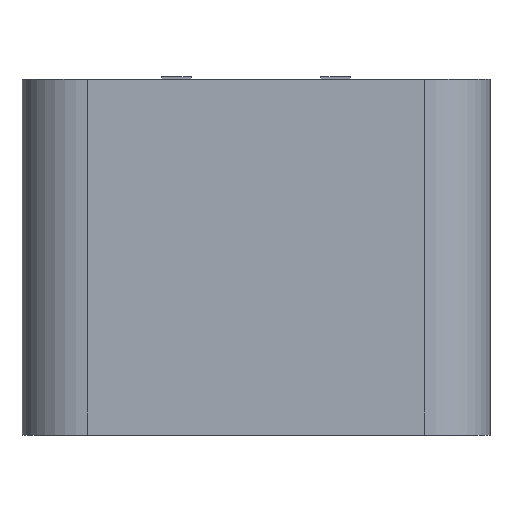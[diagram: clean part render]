
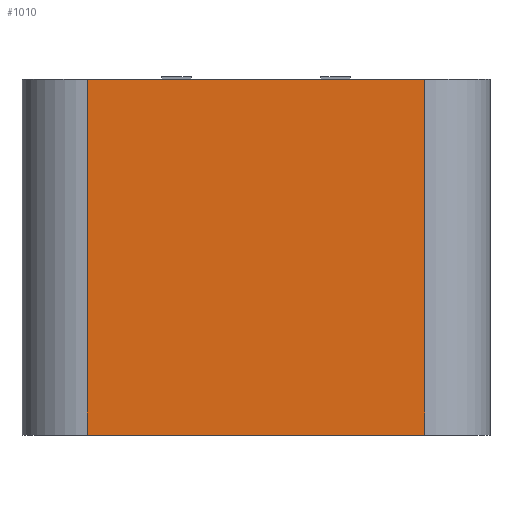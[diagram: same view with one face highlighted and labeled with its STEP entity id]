
A CAD part, top view. The second image highlights one B-rep face of the part: STEP entity #1010.
In plain terms, the highlighted planar face has unit normal (0, 0, 1).
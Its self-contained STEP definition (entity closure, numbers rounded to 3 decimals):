
#764 = VERTEX_POINT('',#765);
#765 = CARTESIAN_POINT('',(3.22,6.8,3.16));
#772 = EDGE_CURVE('',#764,#773,#775,.T.);
#773 = VERTEX_POINT('',#774);
#774 = CARTESIAN_POINT('',(3.22,0.,3.16));
#775 = LINE('',#776,#777);
#776 = CARTESIAN_POINT('',(3.22,5.113,3.16));
#777 = VECTOR('',#778,1.);
#778 = DIRECTION('',(0.,-1.,0.));
#1010 = ADVANCED_FACE('',(#1011),#1036,.T.);
#1011 = FACE_BOUND('',#1012,.T.);
#1012 = EDGE_LOOP('',(#1013,#1021,#1029,#1035));
#1013 = ORIENTED_EDGE('',*,*,#1014,.T.);
#1014 = EDGE_CURVE('',#764,#1015,#1017,.T.);
#1015 = VERTEX_POINT('',#1016);
#1016 = CARTESIAN_POINT('',(-3.22,6.8,3.16));
#1017 = LINE('',#1018,#1019);
#1018 = CARTESIAN_POINT('',(0.,6.8,3.16));
#1019 = VECTOR('',#1020,1.);
#1020 = DIRECTION('',(-1.,0.,0.));
#1021 = ORIENTED_EDGE('',*,*,#1022,.T.);
#1022 = EDGE_CURVE('',#1015,#1023,#1025,.T.);
#1023 = VERTEX_POINT('',#1024);
#1024 = CARTESIAN_POINT('',(-3.22,0.,3.16));
#1025 = LINE('',#1026,#1027);
#1026 = CARTESIAN_POINT('',(-3.22,5.113,3.16));
#1027 = VECTOR('',#1028,1.);
#1028 = DIRECTION('',(0.,-1.,0.));
#1029 = ORIENTED_EDGE('',*,*,#1030,.F.);
#1030 = EDGE_CURVE('',#773,#1023,#1031,.T.);
#1031 = LINE('',#1032,#1033);
#1032 = CARTESIAN_POINT('',(-4.47,0.,3.16));
#1033 = VECTOR('',#1034,1.);
#1034 = DIRECTION('',(-1.,0.,0.));
#1035 = ORIENTED_EDGE('',*,*,#772,.F.);
#1036 = PLANE('',#1037);
#1037 = AXIS2_PLACEMENT_3D('',#1038,#1039,#1040);
#1038 = CARTESIAN_POINT('',(2.235,3.425,3.16));
#1039 = DIRECTION('',(0.,0.,1.));
#1040 = DIRECTION('',(0.,-1.,0.));
